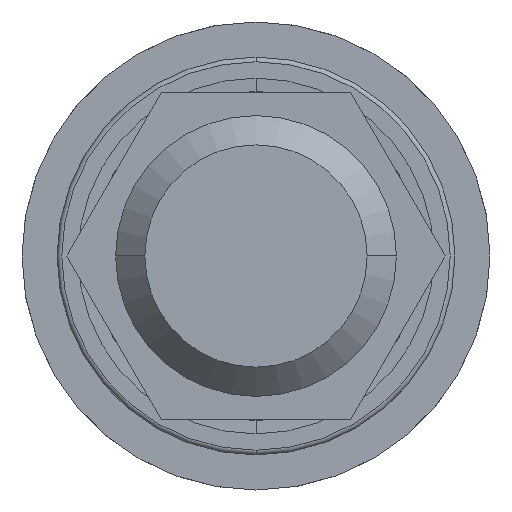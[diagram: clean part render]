
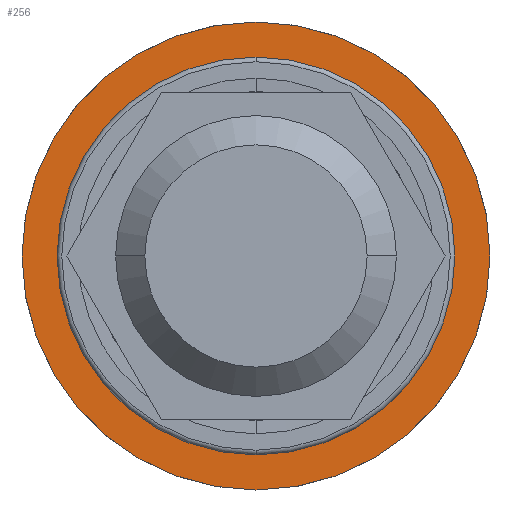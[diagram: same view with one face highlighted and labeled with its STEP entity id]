
A CAD part, front view. The second image highlights one B-rep face of the part: STEP entity #256.
In plain terms, the highlighted planar face has unit normal (0, -1, 0).
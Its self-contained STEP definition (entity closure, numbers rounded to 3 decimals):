
#7 = AXIS2_PLACEMENT_3D ( 'NONE', #1003, #825, #517 ) ;
#19 = EDGE_LOOP ( 'NONE', ( #160, #643 ) ) ;
#22 = AXIS2_PLACEMENT_3D ( 'NONE', #299, #1006, #296 ) ;
#33 = EDGE_CURVE ( 'NONE', #924, #504, #519, .T. ) ;
#75 = AXIS2_PLACEMENT_3D ( 'NONE', #873, #157, #792 ) ;
#157 = DIRECTION ( 'NONE',  ( 0., -1., 0. ) ) ;
#160 = ORIENTED_EDGE ( 'NONE', *, *, #225, .F. ) ;
#172 = EDGE_CURVE ( 'NONE', #504, #924, #333, .T. ) ;
#180 = CARTESIAN_POINT ( 'NONE',  ( -3.607, -10.749, -2.829 ) ) ;
#225 = EDGE_CURVE ( 'NONE', #797, #891, #350, .T. ) ;
#256 = ADVANCED_FACE ( 'NONE', ( #1013, #934 ), #468, .F. ) ;
#258 = ORIENTED_EDGE ( 'NONE', *, *, #33, .T. ) ;
#296 = DIRECTION ( 'NONE',  ( 0., 0., -1. ) ) ;
#299 = CARTESIAN_POINT ( 'NONE',  ( -12.107, -10.749, 5.671 ) ) ;
#333 = CIRCLE ( 'NONE', #7, 10. ) ;
#349 = DIRECTION ( 'NONE',  ( 0., -1., 0. ) ) ;
#350 = CIRCLE ( 'NONE', #399, 8.5 ) ;
#399 = AXIS2_PLACEMENT_3D ( 'NONE', #677, #349, #421 ) ;
#421 = DIRECTION ( 'NONE',  ( 0., 0., 1. ) ) ;
#448 = ORIENTED_EDGE ( 'NONE', *, *, #172, .T. ) ;
#468 = PLANE ( 'NONE',  #22 ) ;
#483 = DIRECTION ( 'NONE',  ( 0., 0., 1. ) ) ;
#495 = DIRECTION ( 'NONE',  ( 0., -1., 0. ) ) ;
#504 = VERTEX_POINT ( 'NONE', #655 ) ;
#517 = DIRECTION ( 'NONE',  ( 0., 0., 1. ) ) ;
#519 = CIRCLE ( 'NONE', #653, 10. ) ;
#643 = ORIENTED_EDGE ( 'NONE', *, *, #845, .F. ) ;
#653 = AXIS2_PLACEMENT_3D ( 'NONE', #723, #495, #483 ) ;
#655 = CARTESIAN_POINT ( 'NONE',  ( -3.607, -10.749, 15.671 ) ) ;
#677 = CARTESIAN_POINT ( 'NONE',  ( -3.607, -10.749, 5.671 ) ) ;
#689 = CIRCLE ( 'NONE', #75, 8.5 ) ;
#723 = CARTESIAN_POINT ( 'NONE',  ( -3.607, -10.749, 5.671 ) ) ;
#740 = EDGE_LOOP ( 'NONE', ( #448, #258 ) ) ;
#779 = CARTESIAN_POINT ( 'NONE',  ( -3.607, -10.749, 14.171 ) ) ;
#792 = DIRECTION ( 'NONE',  ( 0., 0., 1. ) ) ;
#797 = VERTEX_POINT ( 'NONE', #779 ) ;
#818 = CARTESIAN_POINT ( 'NONE',  ( -3.607, -10.749, -4.329 ) ) ;
#825 = DIRECTION ( 'NONE',  ( 0., -1., 0. ) ) ;
#845 = EDGE_CURVE ( 'NONE', #891, #797, #689, .T. ) ;
#873 = CARTESIAN_POINT ( 'NONE',  ( -3.607, -10.749, 5.671 ) ) ;
#891 = VERTEX_POINT ( 'NONE', #180 ) ;
#924 = VERTEX_POINT ( 'NONE', #818 ) ;
#934 = FACE_OUTER_BOUND ( 'NONE', #740, .T. ) ;
#1003 = CARTESIAN_POINT ( 'NONE',  ( -3.607, -10.749, 5.671 ) ) ;
#1006 = DIRECTION ( 'NONE',  ( 0., 1., 0. ) ) ;
#1013 = FACE_BOUND ( 'NONE', #19, .T. ) ;
